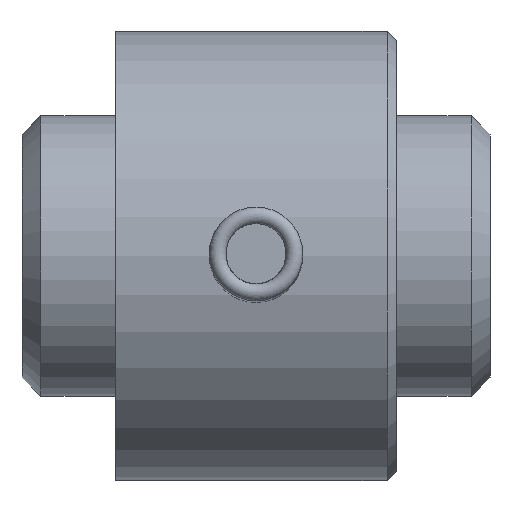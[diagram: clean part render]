
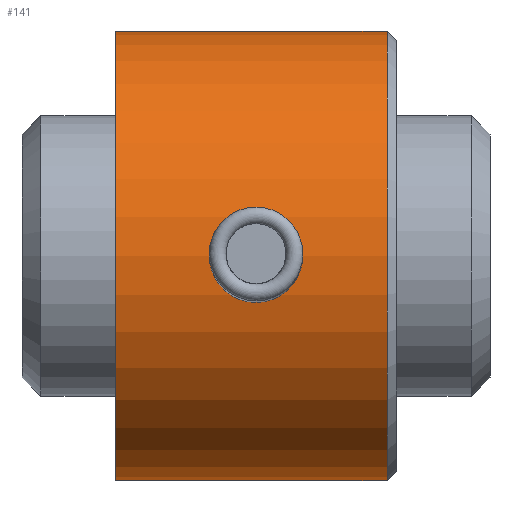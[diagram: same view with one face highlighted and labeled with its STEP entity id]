
A CAD part, top view. The second image highlights one B-rep face of the part: STEP entity #141.
In plain terms, the highlighted cylindrical face has radius 12 mm (diameter 24 mm), a full revolution.
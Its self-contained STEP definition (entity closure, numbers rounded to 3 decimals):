
#141 = ADVANCED_FACE( '', ( #246, #247 ), #248, .T. );
#246 = FACE_OUTER_BOUND( '', #348, .T. );
#247 = FACE_OUTER_BOUND( '', #349, .T. );
#248 = CYLINDRICAL_SURFACE( '', #350, 12. );
#348 = EDGE_LOOP( '', ( #452 ) );
#349 = EDGE_LOOP( '', ( #453 ) );
#350 = AXIS2_PLACEMENT_3D( '', #454, #455, #456 );
#452 = ORIENTED_EDGE( '', *, *, #547, .T. );
#453 = ORIENTED_EDGE( '', *, *, #564, .F. );
#454 = CARTESIAN_POINT( '', ( 6., 0., 0. ) );
#455 = DIRECTION( '', ( 1., 0., 0. ) );
#456 = DIRECTION( '', ( 0., -1., 0. ) );
#547 = EDGE_CURVE( '', #592, #592, #593, .T. );
#564 = EDGE_CURVE( '', #619, #619, #620, .T. );
#592 = VERTEX_POINT( '', #657 );
#593 = CIRCLE( '', #658, 12. );
#619 = VERTEX_POINT( '', #684 );
#620 = CIRCLE( '', #685, 12. );
#657 = CARTESIAN_POINT( '', ( 19.5, -12., 0. ) );
#658 = AXIS2_PLACEMENT_3D( '', #722, #723, #724 );
#684 = CARTESIAN_POINT( '', ( 5., -12., 0. ) );
#685 = AXIS2_PLACEMENT_3D( '', #752, #753, #754 );
#722 = CARTESIAN_POINT( '', ( 19.5, 0., 0. ) );
#723 = DIRECTION( '', ( -1., 0., 0. ) );
#724 = DIRECTION( '', ( 0., -1., 0. ) );
#752 = CARTESIAN_POINT( '', ( 5., 0., 0. ) );
#753 = DIRECTION( '', ( -1., 0., 0. ) );
#754 = DIRECTION( '', ( 0., -1., 0. ) );
